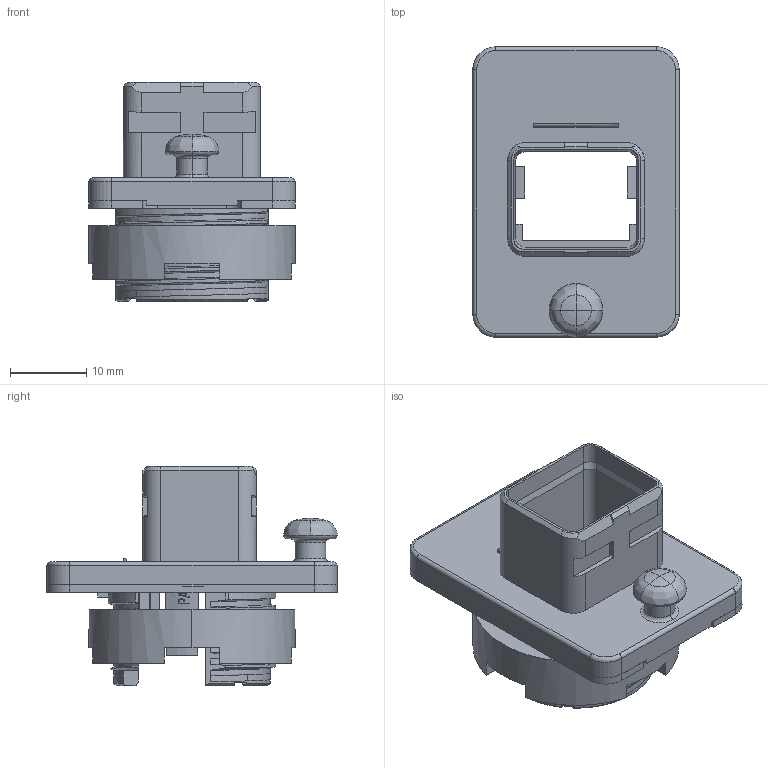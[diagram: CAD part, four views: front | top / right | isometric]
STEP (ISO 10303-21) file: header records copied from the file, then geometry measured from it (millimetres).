
FILE_DESCRIPTION(('CATIA V5 STEP Exchange','CAx-IF Rec.Pracs.--- Model Styling and Organization---1.4--- 2014-01-23'),'2;1');
FILE_NAME ('028582-3_0', '2022-02-22T14:33:36+00:00', ('none'), ('Weidmueller'), 'CATIA Version 5-6 Release 2016 SP3 HF44', 'CATIA V5 STEP AP214', 'none');
FILE_SCHEMA(('AUTOMOTIVE_DESIGN { 1 0 10303 214 1 1 1 1 }'));
Length unit declared in the file: millimetre
Products named in the file (1): 1963520000
Bounding box: 27 x 38 x 28.7 mm (x, y, z)
Volume: 6504 mm3; surface area: 8721.9 mm2
Topology: 3 solids, 3 shells, 502 faces, 1394 edges, 911 vertices
Faces by surface type: plane 243, cylinder 149, bspline 58, cone 34, torus 14, sphere 4
Entity records: 43542 total; most frequent: CARTESIAN_POINT 32036, ORIENTED_EDGE 2780, DIRECTION 1690, EDGE_CURVE 1390, VERTEX_POINT 911, VECTOR 687, LINE 687, AXIS2_PLACEMENT_3D 577
